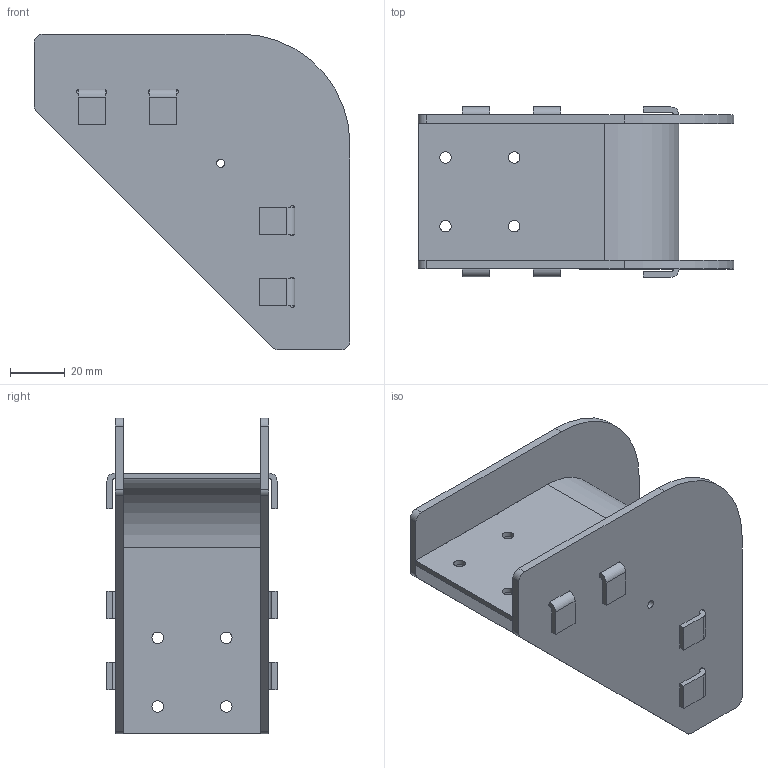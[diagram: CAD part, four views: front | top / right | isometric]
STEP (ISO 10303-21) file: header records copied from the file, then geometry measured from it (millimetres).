
FILE_DESCRIPTION(('HOOPS Exchange Step'),'2;1');
FILE_NAME('export-E4D98168-E7A3-4246-B3C4-3A9BEE4B7C3B.stp','2022-06-10T20:32:43+03:00',('othaa'),('Alibre'),'HOOPS Exchange 2020.1','Alibre','Unknown authorisation');
FILE_SCHEMA( ('AP242_MANAGED_MODEL_BASED_3D_ENGINEERING_MIM_LF {1 0 10303 442 1 1 4 }') );
Length unit declared in the file: millimetre
Products named in the file (3): Corner side v2; Corner ground v2; Corner v2
Assembly tree (3 placements, depth 2):
  Corner v2
    Corner side v2  x2
    Corner ground v2
Bounding box: 115 x 62 x 115 mm (x, y, z)
Volume: 73655.5 mm3; surface area: 60391.3 mm2
Topology: 3 solids, 3 shells, 144 faces, 434 edges, 296 vertices
Faces by surface type: plane 86, cylinder 58
Full cylindrical faces by diameter (mm): 3 x2, 4.2 x8
Entity records: 4061 total; most frequent: CARTESIAN_POINT 703, DIRECTION 691, ORIENTED_EDGE 690, EDGE_CURVE 345, VECTOR 243, LINE 243, VERTEX_POINT 236, AXIS2_PLACEMENT_3D 224
